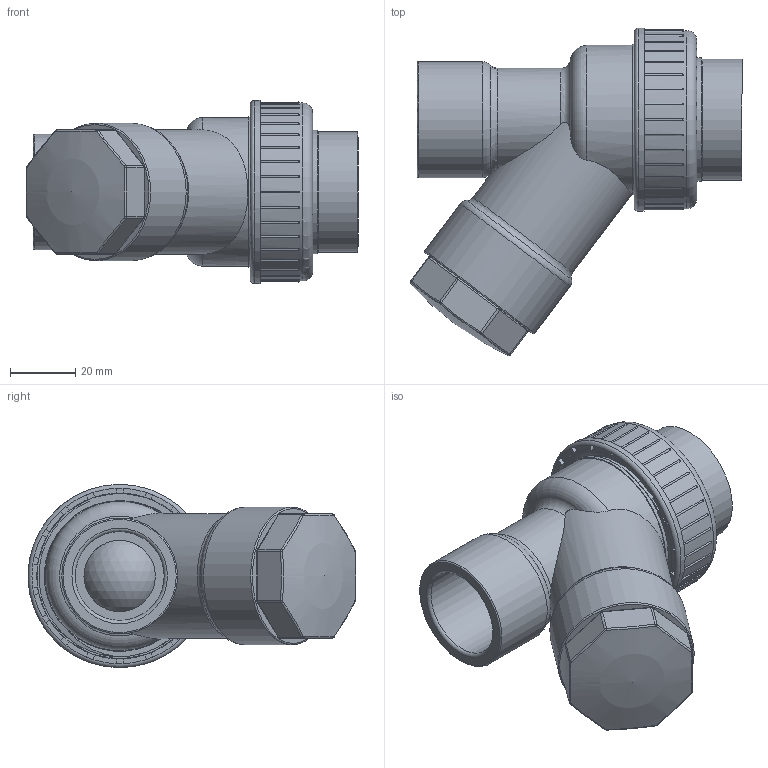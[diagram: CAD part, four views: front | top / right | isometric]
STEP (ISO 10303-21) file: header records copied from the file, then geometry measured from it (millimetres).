
FILE_DESCRIPTION(/* description */ (''),/* implementation_level */ '2;1');
FILE_NAME(/* name */ '25Y型止回阀(透明）.stp',/* time_stamp */ '2023-07-31T10:14:50+08:00',/* author */ (''),/* organization */ (''),/* preprocessor_version */ 'ST-DEVELOPER v16',/* originating_system */ 'SIEMENS PLM Software NX 10.0',/* authorisation */ '');
FILE_SCHEMA (('AUTOMOTIVE_DESIGN { 1 0 10303 214 3 1 1 1 }'));
Length unit declared in the file: millimetre
Products named in the file (1): gelv0644C6EBmwee
Bounding box: 101.4 x 100.12 x 55.93 mm (x, y, z)
Volume: 114042.8 mm3; surface area: 65693.2 mm2
Topology: 10 solids, 10 shells, 357 faces, 1000 edges, 637 vertices
Faces by surface type: plane 139, cylinder 106, torus 38, sphere 38, bspline 28, cone 7, revolution 1
Full cylindrical faces by diameter (mm): 20 x1, 21.798 x1, 23 x1, 23.8 x1, 24.4 x2, 24.5 x1, 27.155 x1, 28 x1, 28.56 x1, 30 x1, 30.15 x1, 30.291 x8, 31 x2, 35.376 x1, 36 x1, 36.345 x1, 36.89 x1, 37 x1, 37.2 x2, 37.723 x1, 38.08 x1, 38.19 x1, 40 x1, 41 x1, 41.5 x1, 42 x2, 43.078 x1, 45.42 x4, 46 x1, 50.575 x1
Entity records: 18045 total; most frequent: CARTESIAN_POINT 10116, DIRECTION 1609, ORIENTED_EDGE 1564, EDGE_CURVE 782, AXIS2_PLACEMENT_3D 668, VERTEX_POINT 545, EDGE_LOOP 453, ADVANCED_FACE 347
